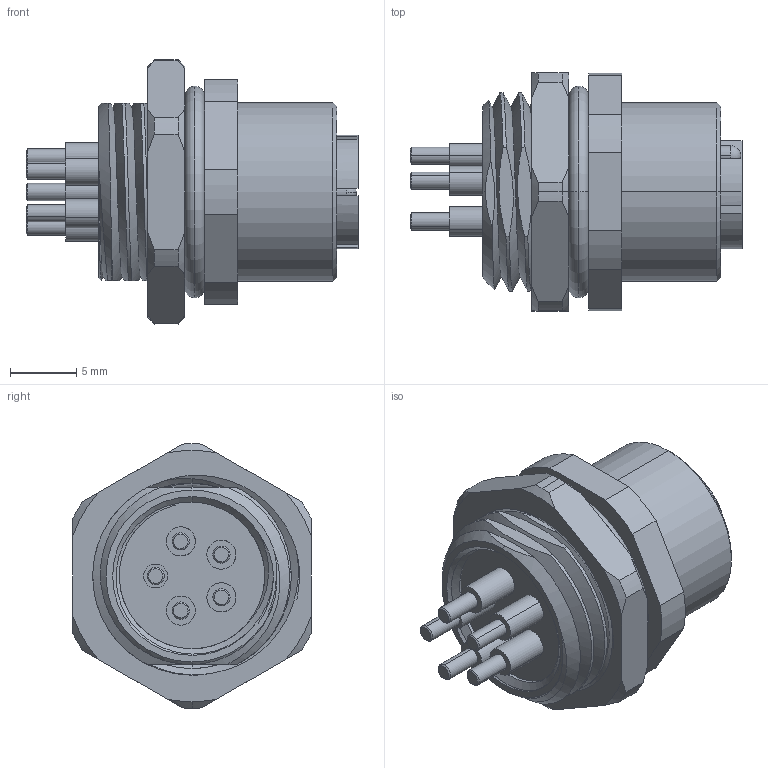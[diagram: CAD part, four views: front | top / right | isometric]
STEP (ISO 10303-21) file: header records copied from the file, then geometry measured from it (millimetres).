
FILE_DESCRIPTION (( 'STEP AP203' ), '1' );
FILE_NAME ('54-00462.STEP', '2025-03-19T16:59:32', ( '' ), ( '' ), 'SwSTEP 2.0', 'SolidWorks 2021', '' );
FILE_SCHEMA (( 'CONFIG_CONTROL_DESIGN' ));
Length unit declared in the file: millimetre
Products named in the file (8): 54-00462-01___; 54-00462-04___; 54-00462-07___; 54-00462-06___; 54-00462-02___; 54-00462-05___; 54-00462; 54-00462-03___
Assembly tree (10 placements, depth 2):
  54-00462
    54-00462-01___
    54-00462-02___
    54-00462-03___  x4
    54-00462-04___
    54-00462-05___
    54-00462-06___
    54-00462-07___
Bounding box: 25.1 x 18 x 20 mm (x, y, z)
Volume: 2839.8 mm3; surface area: 5782.3 mm2
Topology: 10 solids, 10 shells, 355 faces, 884 edges, 564 vertices
Faces by surface type: cylinder 145, plane 116, cone 53, torus 30, bspline 9, sphere 2
Entity records: 12047 total; most frequent: CARTESIAN_POINT 4918, ORIENTED_EDGE 1340, DIRECTION 1286, EDGE_CURVE 670, AXIS2_PLACEMENT_3D 514, VERTEX_POINT 435, EDGE_LOOP 299, FACE_OUTER_BOUND 265
